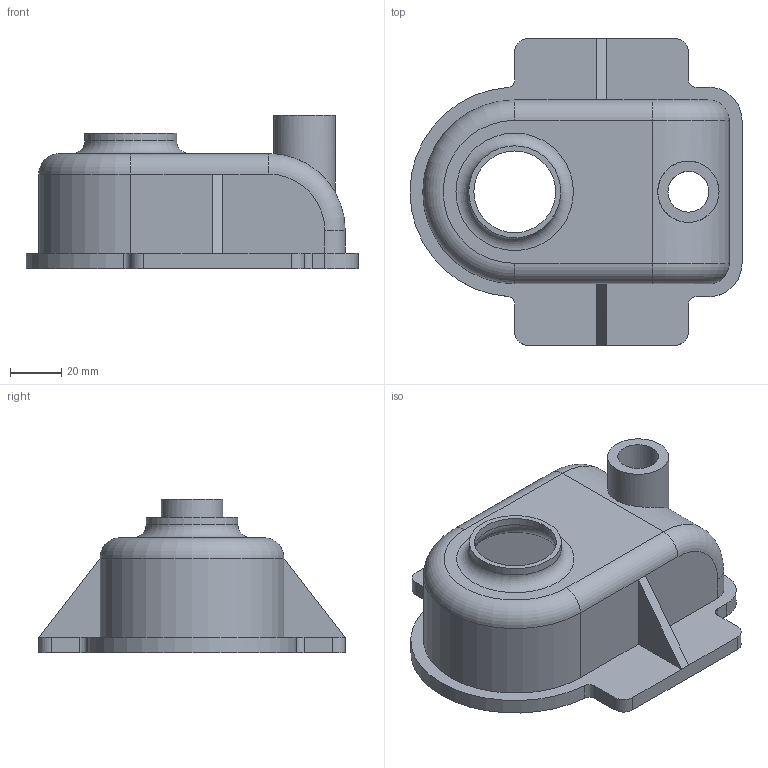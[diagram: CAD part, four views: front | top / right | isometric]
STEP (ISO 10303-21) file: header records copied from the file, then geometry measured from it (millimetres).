
FILE_DESCRIPTION(('FreeCAD Model'),'2;1');
FILE_NAME('Open CASCADE Shape Model','2025-05-08T12:05:52',(''),(''), 'Open CASCADE STEP processor 7.8','FreeCAD','Unknown');
FILE_SCHEMA(('AUTOMOTIVE_DESIGN { 1 0 10303 214 1 1 1 1 }'));
Length unit declared in the file: millimetre
Products named in the file (1): Body
Bounding box: 130 x 120 x 60 mm (x, y, z)
Volume: 74721.1 mm3; surface area: 54632.4 mm2
Topology: 1 solids, 1 shells, 65 faces, 158 edges, 98 vertices
Faces by surface type: plane 30, cylinder 27, torus 8
Full cylindrical faces by diameter (mm): 16 x1, 24 x1, 32 x1, 36 x1
Entity records: 2150 total; most frequent: CARTESIAN_POINT 548, DIRECTION 350, ORIENTED_EDGE 316, EDGE_CURVE 158, AXIS2_PLACEMENT_3D 128, VERTEX_POINT 98, LINE 94, VECTOR 94
